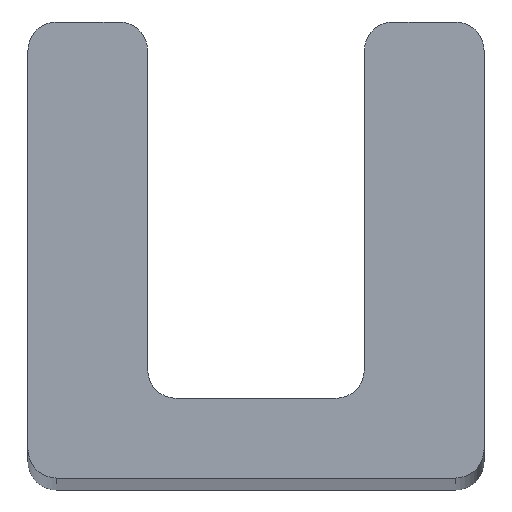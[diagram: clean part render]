
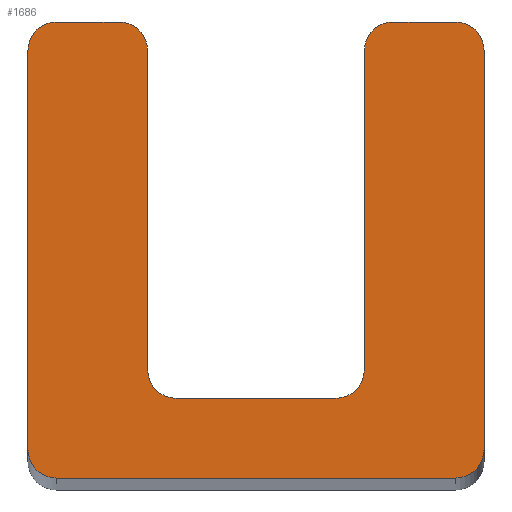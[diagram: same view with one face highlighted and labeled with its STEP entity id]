
A CAD part, top view. The second image highlights one B-rep face of the part: STEP entity #1686.
In plain terms, the highlighted planar face has unit normal (0, 0, 1).
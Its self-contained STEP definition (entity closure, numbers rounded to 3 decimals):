
#14 = VECTOR ( 'NONE', #1647, 1000. ) ;
#20 = VERTEX_POINT ( 'NONE', #237 ) ;
#31 = DIRECTION ( 'NONE',  ( 1., 0., 0. ) ) ;
#36 = AXIS2_PLACEMENT_3D ( 'NONE', #2889, #1532, #198 ) ;
#38 = CARTESIAN_POINT ( 'NONE',  ( -4., 8., 120. ) ) ;
#45 = CIRCLE ( 'NONE', #36, 0.5 ) ;
#81 = LINE ( 'NONE', #641, #2394 ) ;
#85 = CARTESIAN_POINT ( 'NONE',  ( -1.9, 7.5, 120. ) ) ;
#93 = DIRECTION ( 'NONE',  ( 1., 0., 0. ) ) ;
#109 = ORIENTED_EDGE ( 'NONE', *, *, #2703, .T. ) ;
#128 = DIRECTION ( 'NONE',  ( 1., 0., 0. ) ) ;
#156 = LINE ( 'NONE', #1767, #2472 ) ;
#178 = ORIENTED_EDGE ( 'NONE', *, *, #1841, .F. ) ;
#198 = DIRECTION ( 'NONE',  ( 1., 0., 0. ) ) ;
#204 = DIRECTION ( 'NONE',  ( 0., -1., 0. ) ) ;
#211 = CARTESIAN_POINT ( 'NONE',  ( -4., 0., 120. ) ) ;
#231 = VECTOR ( 'NONE', #2908, 1000. ) ;
#237 = CARTESIAN_POINT ( 'NONE',  ( 1.9, 7.5, 120. ) ) ;
#309 = DIRECTION ( 'NONE',  ( 0., 0., 1. ) ) ;
#313 = ORIENTED_EDGE ( 'NONE', *, *, #530, .T. ) ;
#335 = DIRECTION ( 'NONE',  ( 0., 0., -1. ) ) ;
#338 = CARTESIAN_POINT ( 'NONE',  ( 4., 0.5, 120. ) ) ;
#345 = EDGE_CURVE ( 'NONE', #2198, #20, #2069, .T. ) ;
#347 = VERTEX_POINT ( 'NONE', #1064 ) ;
#348 = ORIENTED_EDGE ( 'NONE', *, *, #1620, .T. ) ;
#360 = VECTOR ( 'NONE', #1067, 1000. ) ;
#390 = ORIENTED_EDGE ( 'NONE', *, *, #2828, .T. ) ;
#433 = ORIENTED_EDGE ( 'NONE', *, *, #2894, .T. ) ;
#445 = LINE ( 'NONE', #2197, #360 ) ;
#475 = VECTOR ( 'NONE', #1347, 1000. ) ;
#487 = EDGE_CURVE ( 'NONE', #1034, #2198, #1052, .T. ) ;
#530 = EDGE_CURVE ( 'NONE', #2604, #1034, #979, .T. ) ;
#560 = VERTEX_POINT ( 'NONE', #85 ) ;
#607 = AXIS2_PLACEMENT_3D ( 'NONE', #2819, #1451, #128 ) ;
#625 = AXIS2_PLACEMENT_3D ( 'NONE', #898, #2480, #1117 ) ;
#636 = ORIENTED_EDGE ( 'NONE', *, *, #2909, .T. ) ;
#641 = CARTESIAN_POINT ( 'NONE',  ( -1.9, 8., 120. ) ) ;
#644 = VERTEX_POINT ( 'NONE', #338 ) ;
#650 = DIRECTION ( 'NONE',  ( 1., 0., 0. ) ) ;
#693 = CARTESIAN_POINT ( 'NONE',  ( 1.9, 1.9, 120. ) ) ;
#721 = DIRECTION ( 'NONE',  ( 0., 0., 1. ) ) ;
#806 = VERTEX_POINT ( 'NONE', #2881 ) ;
#808 = LINE ( 'NONE', #211, #231 ) ;
#862 = EDGE_CURVE ( 'NONE', #560, #1431, #81, .T. ) ;
#891 = EDGE_CURVE ( 'NONE', #2064, #1572, #1792, .T. ) ;
#898 = CARTESIAN_POINT ( 'NONE',  ( -3.5, 0.5, 120. ) ) ;
#907 = CARTESIAN_POINT ( 'NONE',  ( -3.5, 0., 120. ) ) ;
#952 = CIRCLE ( 'NONE', #625, 0.5 ) ;
#958 = AXIS2_PLACEMENT_3D ( 'NONE', #962, #1416, #93 ) ;
#962 = CARTESIAN_POINT ( 'NONE',  ( -1.62, 8., 120. ) ) ;
#979 = CIRCLE ( 'NONE', #1386, 0.5 ) ;
#983 = CIRCLE ( 'NONE', #2310, 0.5 ) ;
#1017 = EDGE_LOOP ( 'NONE', ( #1508, #109, #636, #1152, #2282, #2814, #433, #348, #390, #313, #1422, #2568, #178, #1877, #1327, #2457 ) ) ;
#1034 = VERTEX_POINT ( 'NONE', #2628 ) ;
#1052 = LINE ( 'NONE', #1109, #475 ) ;
#1064 = CARTESIAN_POINT ( 'NONE',  ( -1.4, 1.4, 120. ) ) ;
#1067 = DIRECTION ( 'NONE',  ( 0., 1., 0. ) ) ;
#1109 = CARTESIAN_POINT ( 'NONE',  ( -1.62, 8., 120. ) ) ;
#1117 = DIRECTION ( 'NONE',  ( 1., 0., 0. ) ) ;
#1152 = ORIENTED_EDGE ( 'NONE', *, *, #2596, .T. ) ;
#1180 = EDGE_CURVE ( 'NONE', #2412, #1323, #45, .T. ) ;
#1238 = CIRCLE ( 'NONE', #1566, 0.5 ) ;
#1244 = CARTESIAN_POINT ( 'NONE',  ( 1.9, 8., 120. ) ) ;
#1266 = CARTESIAN_POINT ( 'NONE',  ( -3.5, 8., 120. ) ) ;
#1289 = CARTESIAN_POINT ( 'NONE',  ( 2.4, 7.5, 120. ) ) ;
#1320 = CARTESIAN_POINT ( 'NONE',  ( -1.9, 1.9, 120. ) ) ;
#1323 = VERTEX_POINT ( 'NONE', #1944 ) ;
#1327 = ORIENTED_EDGE ( 'NONE', *, *, #2859, .F. ) ;
#1347 = DIRECTION ( 'NONE',  ( -1., 0., 0. ) ) ;
#1358 = DIRECTION ( 'NONE',  ( 0., 0., 1. ) ) ;
#1379 = FACE_OUTER_BOUND ( 'NONE', #1017, .T. ) ;
#1386 = AXIS2_PLACEMENT_3D ( 'NONE', #2729, #1358, #31 ) ;
#1400 = VECTOR ( 'NONE', #650, 1000. ) ;
#1416 = DIRECTION ( 'NONE',  ( 0., 0., 1. ) ) ;
#1422 = ORIENTED_EDGE ( 'NONE', *, *, #487, .T. ) ;
#1431 = VERTEX_POINT ( 'NONE', #1320 ) ;
#1451 = DIRECTION ( 'NONE',  ( 0., 0., 1. ) ) ;
#1508 = ORIENTED_EDGE ( 'NONE', *, *, #862, .F. ) ;
#1520 = VERTEX_POINT ( 'NONE', #907 ) ;
#1523 = DIRECTION ( 'NONE',  ( 1., 0., 0. ) ) ;
#1532 = DIRECTION ( 'NONE',  ( 0., 0., -1. ) ) ;
#1566 = AXIS2_PLACEMENT_3D ( 'NONE', #1654, #335, #1884 ) ;
#1572 = VERTEX_POINT ( 'NONE', #2497 ) ;
#1591 = VERTEX_POINT ( 'NONE', #2045 ) ;
#1601 = CARTESIAN_POINT ( 'NONE',  ( -4., 7.5, 120. ) ) ;
#1620 = EDGE_CURVE ( 'NONE', #1591, #644, #2877, .T. ) ;
#1638 = CARTESIAN_POINT ( 'NONE',  ( -3.5, 7.5, 120. ) ) ;
#1647 = DIRECTION ( 'NONE',  ( 0., -1., 0. ) ) ;
#1654 = CARTESIAN_POINT ( 'NONE',  ( -1.4, 1.9, 120. ) ) ;
#1686 = ADVANCED_FACE ( 'NONE', ( #1379 ), #2086, .T. ) ;
#1732 = EDGE_CURVE ( 'NONE', #347, #1431, #1238, .T. ) ;
#1767 = CARTESIAN_POINT ( 'NONE',  ( -1.62, 8., 120. ) ) ;
#1792 = LINE ( 'NONE', #38, #14 ) ;
#1841 = EDGE_CURVE ( 'NONE', #2412, #20, #2831, .T. ) ;
#1864 = DIRECTION ( 'NONE',  ( 1., 0., 0. ) ) ;
#1875 = VERTEX_POINT ( 'NONE', #1266 ) ;
#1877 = ORIENTED_EDGE ( 'NONE', *, *, #1180, .T. ) ;
#1884 = DIRECTION ( 'NONE',  ( 1., 0., 0. ) ) ;
#1892 = CIRCLE ( 'NONE', #607, 0.5 ) ;
#1921 = EDGE_CURVE ( 'NONE', #1572, #1520, #952, .T. ) ;
#1944 = CARTESIAN_POINT ( 'NONE',  ( 1.4, 1.4, 120. ) ) ;
#1982 = CARTESIAN_POINT ( 'NONE',  ( -1.9, 1.4, 120. ) ) ;
#2045 = CARTESIAN_POINT ( 'NONE',  ( 3.5, 0., 120. ) ) ;
#2054 = AXIS2_PLACEMENT_3D ( 'NONE', #1289, #2883, #1523 ) ;
#2057 = CARTESIAN_POINT ( 'NONE',  ( 3.5, 0.5, 120. ) ) ;
#2064 = VERTEX_POINT ( 'NONE', #1601 ) ;
#2069 = CIRCLE ( 'NONE', #2054, 0.5 ) ;
#2086 = PLANE ( 'NONE',  #958 ) ;
#2197 = CARTESIAN_POINT ( 'NONE',  ( 4., 8., 120. ) ) ;
#2198 = VERTEX_POINT ( 'NONE', #2344 ) ;
#2229 = VECTOR ( 'NONE', #2368, 1000. ) ;
#2282 = ORIENTED_EDGE ( 'NONE', *, *, #891, .T. ) ;
#2295 = DIRECTION ( 'NONE',  ( 1., 0., 0. ) ) ;
#2310 = AXIS2_PLACEMENT_3D ( 'NONE', #1638, #309, #1864 ) ;
#2330 = CARTESIAN_POINT ( 'NONE',  ( 4., 7.5, 120. ) ) ;
#2344 = CARTESIAN_POINT ( 'NONE',  ( 2.4, 8., 120. ) ) ;
#2368 = DIRECTION ( 'NONE',  ( 0., 1., 0. ) ) ;
#2373 = AXIS2_PLACEMENT_3D ( 'NONE', #2057, #721, #2295 ) ;
#2394 = VECTOR ( 'NONE', #204, 1000. ) ;
#2412 = VERTEX_POINT ( 'NONE', #693 ) ;
#2457 = ORIENTED_EDGE ( 'NONE', *, *, #1732, .T. ) ;
#2472 = VECTOR ( 'NONE', #2914, 1000. ) ;
#2480 = DIRECTION ( 'NONE',  ( 0., 0., 1. ) ) ;
#2497 = CARTESIAN_POINT ( 'NONE',  ( -4., 0.5, 120. ) ) ;
#2568 = ORIENTED_EDGE ( 'NONE', *, *, #345, .T. ) ;
#2596 = EDGE_CURVE ( 'NONE', #1875, #2064, #983, .T. ) ;
#2604 = VERTEX_POINT ( 'NONE', #2330 ) ;
#2628 = CARTESIAN_POINT ( 'NONE',  ( 3.5, 8., 120. ) ) ;
#2703 = EDGE_CURVE ( 'NONE', #560, #806, #1892, .T. ) ;
#2729 = CARTESIAN_POINT ( 'NONE',  ( 3.5, 7.5, 120. ) ) ;
#2763 = LINE ( 'NONE', #1982, #1400 ) ;
#2814 = ORIENTED_EDGE ( 'NONE', *, *, #1921, .T. ) ;
#2819 = CARTESIAN_POINT ( 'NONE',  ( -2.4, 7.5, 120. ) ) ;
#2828 = EDGE_CURVE ( 'NONE', #644, #2604, #445, .T. ) ;
#2831 = LINE ( 'NONE', #1244, #2229 ) ;
#2859 = EDGE_CURVE ( 'NONE', #347, #1323, #2763, .T. ) ;
#2877 = CIRCLE ( 'NONE', #2373, 0.5 ) ;
#2881 = CARTESIAN_POINT ( 'NONE',  ( -2.4, 8., 120. ) ) ;
#2883 = DIRECTION ( 'NONE',  ( 0., 0., 1. ) ) ;
#2889 = CARTESIAN_POINT ( 'NONE',  ( 1.4, 1.9, 120. ) ) ;
#2894 = EDGE_CURVE ( 'NONE', #1520, #1591, #808, .T. ) ;
#2908 = DIRECTION ( 'NONE',  ( 1., 0., 0. ) ) ;
#2909 = EDGE_CURVE ( 'NONE', #806, #1875, #156, .T. ) ;
#2914 = DIRECTION ( 'NONE',  ( -1., 0., 0. ) ) ;
